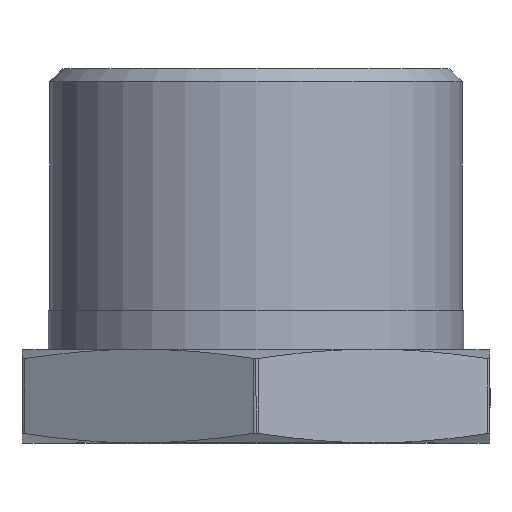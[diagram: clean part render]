
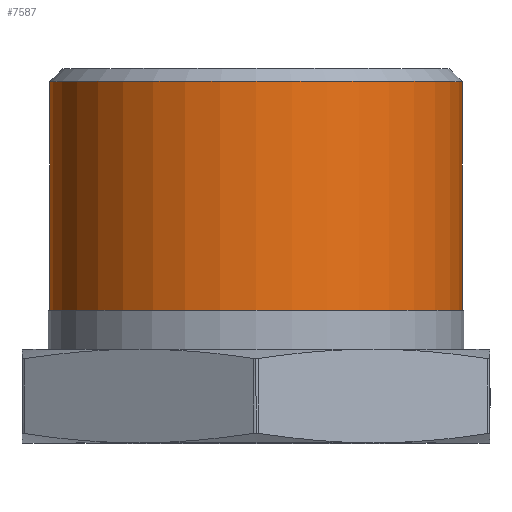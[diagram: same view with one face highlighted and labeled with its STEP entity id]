
A CAD part, top view. The second image highlights one B-rep face of the part: STEP entity #7587.
In plain terms, the highlighted cylindrical face has radius 13.22 mm (diameter 26.441 mm), a partial arc.
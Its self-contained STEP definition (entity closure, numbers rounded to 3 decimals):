
#77 = CARTESIAN_POINT ( 'NONE',  ( 0., 23.172, 0. ) ) ;
#1037 = VERTEX_POINT ( 'NONE', #14147 ) ;
#1066 = LINE ( 'NONE', #10190, #14961 ) ;
#1423 = FACE_OUTER_BOUND ( 'NONE', #4194, .T. ) ;
#1968 = EDGE_CURVE ( 'NONE', #9167, #15616, #5276, .T. ) ;
#2326 = DIRECTION ( 'NONE',  ( 0., 1., 0. ) ) ;
#2927 = CARTESIAN_POINT ( 'NONE',  ( 13.22, 6., 0. ) ) ;
#3488 = ORIENTED_EDGE ( 'NONE', *, *, #16030, .F. ) ;
#3561 = DIRECTION ( 'NONE',  ( 0., 1., 0. ) ) ;
#4194 = EDGE_LOOP ( 'NONE', ( #3488, #8927, #9235, #12602 ) ) ;
#4697 = CARTESIAN_POINT ( 'NONE',  ( 13.22, 8.5, 0. ) ) ;
#4769 = CARTESIAN_POINT ( 'NONE',  ( 0., 8.5, 0. ) ) ;
#5144 = DIRECTION ( 'NONE',  ( 0., 1., 0. ) ) ;
#5276 = CIRCLE ( 'NONE', #6985, 13.22 ) ;
#6225 = CIRCLE ( 'NONE', #10140, 13.22 ) ;
#6571 = CARTESIAN_POINT ( 'NONE',  ( 13.221, 23.172, 0. ) ) ;
#6985 = AXIS2_PLACEMENT_3D ( 'NONE', #4769, #3561, #11457 ) ;
#7587 = ADVANCED_FACE ( 'NONE', ( #1423 ), #13917, .T. ) ;
#8270 = DIRECTION ( 'NONE',  ( 0., 1., 0. ) ) ;
#8394 = DIRECTION ( 'NONE',  ( 0., 1., 0. ) ) ;
#8466 = AXIS2_PLACEMENT_3D ( 'NONE', #13249, #8394, #9731 ) ;
#8927 = ORIENTED_EDGE ( 'NONE', *, *, #1968, .T. ) ;
#9167 = VERTEX_POINT ( 'NONE', #11581 ) ;
#9235 = ORIENTED_EDGE ( 'NONE', *, *, #14345, .T. ) ;
#9731 = DIRECTION ( 'NONE',  ( 1., 0., 0. ) ) ;
#9875 = VECTOR ( 'NONE', #8270, 1000. ) ;
#10140 = AXIS2_PLACEMENT_3D ( 'NONE', #77, #5144, #16933 ) ;
#10190 = CARTESIAN_POINT ( 'NONE',  ( -13.22, 6., 0. ) ) ;
#11457 = DIRECTION ( 'NONE',  ( 1., 0., 0. ) ) ;
#11581 = CARTESIAN_POINT ( 'NONE',  ( -13.22, 8.5, 0. ) ) ;
#11738 = LINE ( 'NONE', #2927, #9875 ) ;
#12602 = ORIENTED_EDGE ( 'NONE', *, *, #13549, .F. ) ;
#13249 = CARTESIAN_POINT ( 'NONE',  ( 0., 6., 0. ) ) ;
#13547 = VERTEX_POINT ( 'NONE', #6571 ) ;
#13549 = EDGE_CURVE ( 'NONE', #1037, #13547, #6225, .T. ) ;
#13917 = CYLINDRICAL_SURFACE ( 'NONE', #8466, 13.22 ) ;
#14147 = CARTESIAN_POINT ( 'NONE',  ( -13.221, 23.172, 0. ) ) ;
#14345 = EDGE_CURVE ( 'NONE', #15616, #13547, #11738, .T. ) ;
#14961 = VECTOR ( 'NONE', #2326, 1000. ) ;
#15616 = VERTEX_POINT ( 'NONE', #4697 ) ;
#16030 = EDGE_CURVE ( 'NONE', #9167, #1037, #1066, .T. ) ;
#16933 = DIRECTION ( 'NONE',  ( 1., 0., 0. ) ) ;
